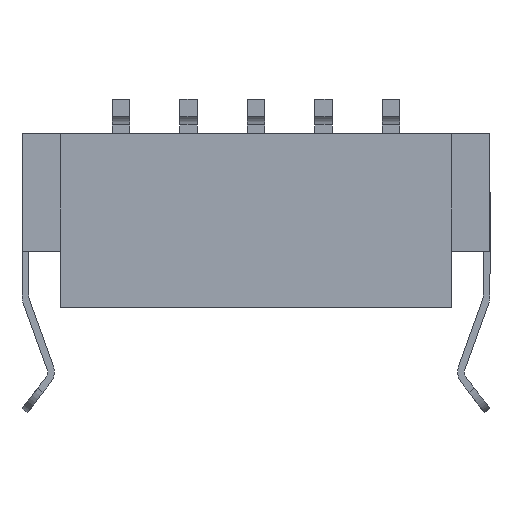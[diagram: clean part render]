
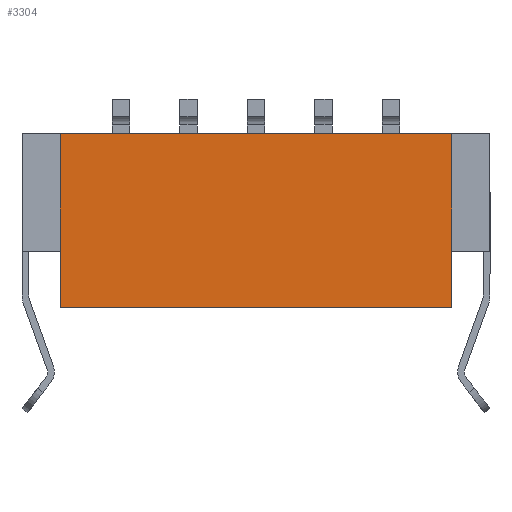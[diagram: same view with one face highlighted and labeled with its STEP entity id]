
A CAD part, front view. The second image highlights one B-rep face of the part: STEP entity #3304.
In plain terms, the highlighted planar face has unit normal (0, -1, 0).
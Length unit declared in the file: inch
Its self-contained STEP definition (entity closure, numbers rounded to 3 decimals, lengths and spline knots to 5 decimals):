
#165 = VECTOR ( 'NONE', #210, 39.37008 ) ;
#210 = DIRECTION ( 'NONE',  ( 1., 0., 0. ) ) ;
#240 = ORIENTED_EDGE ( 'NONE', *, *, #3612, .T. ) ;
#284 = EDGE_CURVE ( 'NONE', #8998, #3573, #1375, .T. ) ;
#331 = VECTOR ( 'NONE', #1331, 39.37008 ) ;
#591 = CARTESIAN_POINT ( 'NONE',  ( -0.2285, -0.108, -0.1015 ) ) ;
#673 = FACE_OUTER_BOUND ( 'NONE', #3739, .T. ) ;
#889 = VERTEX_POINT ( 'NONE', #4013 ) ;
#1009 = CARTESIAN_POINT ( 'NONE',  ( -0.2285, -0.108, 0.1015 ) ) ;
#1331 = DIRECTION ( 'NONE',  ( 0., 0., -1. ) ) ;
#1375 = LINE ( 'NONE', #591, #331 ) ;
#1711 = CARTESIAN_POINT ( 'NONE',  ( 0.2285, -0.108, -0.1015 ) ) ;
#1992 = EDGE_CURVE ( 'NONE', #3573, #889, #7260, .T. ) ;
#2005 = DIRECTION ( 'NONE',  ( 0., 1., 0. ) ) ;
#2121 = EDGE_CURVE ( 'NONE', #8998, #7358, #6933, .T. ) ;
#2692 = VECTOR ( 'NONE', #6597, 39.37008 ) ;
#3103 = CARTESIAN_POINT ( 'NONE',  ( -0.273, -0.108, -0.1015 ) ) ;
#3186 = CARTESIAN_POINT ( 'NONE',  ( -0.2285, -0.108, -0.1015 ) ) ;
#3304 = ADVANCED_FACE ( 'NONE', ( #673 ), #4908, .F. ) ;
#3564 = AXIS2_PLACEMENT_3D ( 'NONE', #7596, #2005, #8992 ) ;
#3573 = VERTEX_POINT ( 'NONE', #3186 ) ;
#3612 = EDGE_CURVE ( 'NONE', #889, #7358, #8739, .T. ) ;
#3739 = EDGE_LOOP ( 'NONE', ( #240, #5626, #8197, #9040 ) ) ;
#4013 = CARTESIAN_POINT ( 'NONE',  ( 0.2285, -0.108, -0.1015 ) ) ;
#4053 = CARTESIAN_POINT ( 'NONE',  ( -0.273, -0.108, 0.1015 ) ) ;
#4908 = PLANE ( 'NONE',  #3564 ) ;
#5626 = ORIENTED_EDGE ( 'NONE', *, *, #2121, .F. ) ;
#6597 = DIRECTION ( 'NONE',  ( 0., 0., 1. ) ) ;
#6933 = LINE ( 'NONE', #4053, #7794 ) ;
#7260 = LINE ( 'NONE', #3103, #165 ) ;
#7358 = VERTEX_POINT ( 'NONE', #7875 ) ;
#7596 = CARTESIAN_POINT ( 'NONE',  ( -0.273, -0.108, 0.1015 ) ) ;
#7794 = VECTOR ( 'NONE', #8462, 39.37008 ) ;
#7875 = CARTESIAN_POINT ( 'NONE',  ( 0.2285, -0.108, 0.1015 ) ) ;
#8197 = ORIENTED_EDGE ( 'NONE', *, *, #284, .T. ) ;
#8462 = DIRECTION ( 'NONE',  ( 1., 0., 0. ) ) ;
#8739 = LINE ( 'NONE', #1711, #2692 ) ;
#8992 = DIRECTION ( 'NONE',  ( -1., 0., 0. ) ) ;
#8998 = VERTEX_POINT ( 'NONE', #1009 ) ;
#9040 = ORIENTED_EDGE ( 'NONE', *, *, #1992, .T. ) ;
